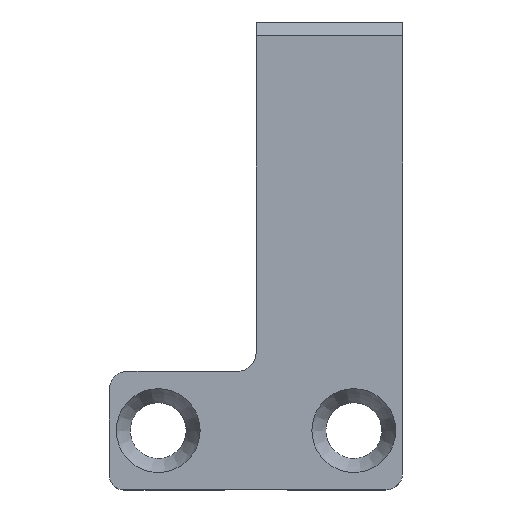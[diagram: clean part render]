
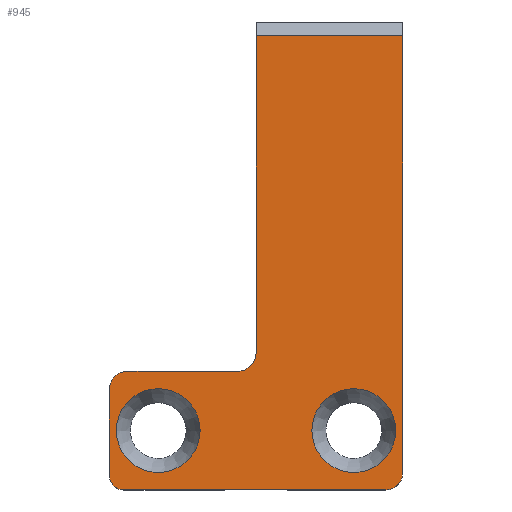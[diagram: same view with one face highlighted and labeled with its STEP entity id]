
A CAD part, top view. The second image highlights one B-rep face of the part: STEP entity #945.
In plain terms, the highlighted planar face has unit normal (0, 0, 1).
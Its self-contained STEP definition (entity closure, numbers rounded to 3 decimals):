
#24 = VERTEX_POINT('',#25);
#25 = CARTESIAN_POINT('',(10.,0.,3.));
#39 = EDGE_CURVE('',#24,#24,#40,.T.);
#40 = CIRCLE('',#41,3.);
#41 = AXIS2_PLACEMENT_3D('',#42,#43,#44);
#42 = CARTESIAN_POINT('',(7.,0.,3.));
#43 = DIRECTION('',(0.,0.,1.));
#44 = DIRECTION('',(1.,0.,0.));
#82 = VERTEX_POINT('',#83);
#83 = CARTESIAN_POINT('',(-4.,0.,3.));
#97 = EDGE_CURVE('',#82,#82,#98,.T.);
#98 = CIRCLE('',#99,3.);
#99 = AXIS2_PLACEMENT_3D('',#100,#101,#102);
#100 = CARTESIAN_POINT('',(-7.,0.,3.));
#101 = DIRECTION('',(0.,0.,1.));
#102 = DIRECTION('',(1.,0.,0.));
#148 = VERTEX_POINT('',#149);
#149 = CARTESIAN_POINT('',(10.5,28.25,3.));
#155 = EDGE_CURVE('',#156,#148,#158,.T.);
#156 = VERTEX_POINT('',#157);
#157 = CARTESIAN_POINT('',(10.5,-3.048,3.));
#158 = LINE('',#159,#160);
#159 = CARTESIAN_POINT('',(10.5,-3.048,3.));
#160 = VECTOR('',#161,1.);
#161 = DIRECTION('',(0.,1.,0.));
#194 = EDGE_CURVE('',#148,#195,#197,.T.);
#195 = VERTEX_POINT('',#196);
#196 = CARTESIAN_POINT('',(0.,28.25,3.));
#197 = LINE('',#198,#199);
#198 = CARTESIAN_POINT('',(10.5,28.25,3.));
#199 = VECTOR('',#200,1.);
#200 = DIRECTION('',(-1.,0.,0.));
#227 = VERTEX_POINT('',#228);
#228 = CARTESIAN_POINT('',(9.298,-4.25,3.));
#234 = EDGE_CURVE('',#227,#156,#235,.T.);
#235 = CIRCLE('',#236,1.202);
#236 = AXIS2_PLACEMENT_3D('',#237,#238,#239);
#237 = CARTESIAN_POINT('',(9.298,-3.048,3.));
#238 = DIRECTION('',(0.,0.,1.));
#239 = DIRECTION('',(1.,0.,0.));
#257 = EDGE_CURVE('',#195,#258,#260,.T.);
#258 = VERTEX_POINT('',#259);
#259 = CARTESIAN_POINT('',(0.,5.547,3.));
#260 = LINE('',#261,#262);
#261 = CARTESIAN_POINT('',(0.,29.25,3.));
#262 = VECTOR('',#263,1.);
#263 = DIRECTION('',(0.,-1.,0.));
#307 = VERTEX_POINT('',#308);
#308 = CARTESIAN_POINT('',(-9.46,-4.25,3.));
#314 = EDGE_CURVE('',#307,#227,#315,.T.);
#315 = LINE('',#316,#317);
#316 = CARTESIAN_POINT('',(-9.46,-4.25,3.));
#317 = VECTOR('',#318,1.);
#318 = DIRECTION('',(1.,0.,0.));
#382 = VERTEX_POINT('',#383);
#383 = CARTESIAN_POINT('',(-1.297,4.25,3.));
#389 = EDGE_CURVE('',#382,#258,#390,.T.);
#390 = CIRCLE('',#391,1.297);
#391 = AXIS2_PLACEMENT_3D('',#392,#393,#394);
#392 = CARTESIAN_POINT('',(-1.297,5.547,3.));
#393 = DIRECTION('',(0.,0.,1.));
#394 = DIRECTION('',(1.,0.,0.));
#408 = VERTEX_POINT('',#409);
#409 = CARTESIAN_POINT('',(-10.5,-3.21,3.));
#415 = EDGE_CURVE('',#408,#307,#416,.T.);
#416 = CIRCLE('',#417,1.04);
#417 = AXIS2_PLACEMENT_3D('',#418,#419,#420);
#418 = CARTESIAN_POINT('',(-9.46,-3.21,3.));
#419 = DIRECTION('',(0.,0.,1.));
#420 = DIRECTION('',(1.,0.,0.));
#448 = EDGE_CURVE('',#382,#449,#451,.T.);
#449 = VERTEX_POINT('',#450);
#450 = CARTESIAN_POINT('',(-9.169,4.25,3.));
#451 = LINE('',#452,#453);
#452 = CARTESIAN_POINT('',(-1.297,4.25,3.));
#453 = VECTOR('',#454,1.);
#454 = DIRECTION('',(-1.,0.,0.));
#481 = VERTEX_POINT('',#482);
#482 = CARTESIAN_POINT('',(-10.5,2.919,3.));
#488 = EDGE_CURVE('',#481,#408,#489,.T.);
#489 = LINE('',#490,#491);
#490 = CARTESIAN_POINT('',(-10.5,2.919,3.));
#491 = VECTOR('',#492,1.);
#492 = DIRECTION('',(0.,-1.,0.));
#510 = EDGE_CURVE('',#449,#481,#511,.T.);
#511 = CIRCLE('',#512,1.331);
#512 = AXIS2_PLACEMENT_3D('',#513,#514,#515);
#513 = CARTESIAN_POINT('',(-9.169,2.919,3.));
#514 = DIRECTION('',(0.,0.,1.));
#515 = DIRECTION('',(1.,0.,0.));
#945 = ADVANCED_FACE('',(#946,#958,#961),#964,.T.);
#946 = FACE_BOUND('',#947,.T.);
#947 = EDGE_LOOP('',(#948,#949,#950,#951,#952,#953,#954,#955,#956,#957)
  );
#948 = ORIENTED_EDGE('',*,*,#155,.T.);
#949 = ORIENTED_EDGE('',*,*,#194,.T.);
#950 = ORIENTED_EDGE('',*,*,#257,.T.);
#951 = ORIENTED_EDGE('',*,*,#389,.F.);
#952 = ORIENTED_EDGE('',*,*,#448,.T.);
#953 = ORIENTED_EDGE('',*,*,#510,.T.);
#954 = ORIENTED_EDGE('',*,*,#488,.T.);
#955 = ORIENTED_EDGE('',*,*,#415,.T.);
#956 = ORIENTED_EDGE('',*,*,#314,.T.);
#957 = ORIENTED_EDGE('',*,*,#234,.T.);
#958 = FACE_BOUND('',#959,.T.);
#959 = EDGE_LOOP('',(#960));
#960 = ORIENTED_EDGE('',*,*,#97,.F.);
#961 = FACE_BOUND('',#962,.T.);
#962 = EDGE_LOOP('',(#963));
#963 = ORIENTED_EDGE('',*,*,#39,.F.);
#964 = PLANE('',#965);
#965 = AXIS2_PLACEMENT_3D('',#966,#967,#968);
#966 = CARTESIAN_POINT('',(2.456,9.84,3.));
#967 = DIRECTION('',(0.,0.,1.));
#968 = DIRECTION('',(1.,0.,-0.));
